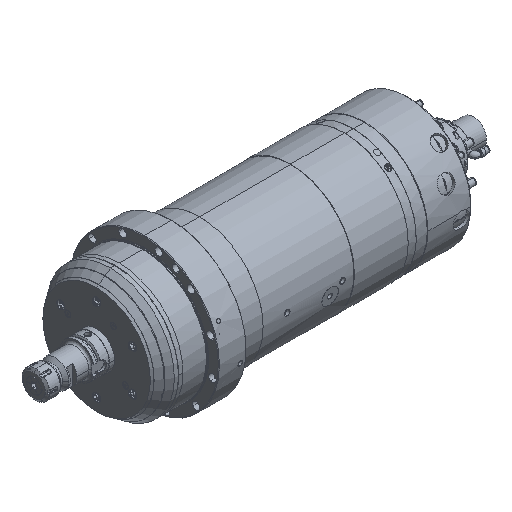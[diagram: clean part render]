
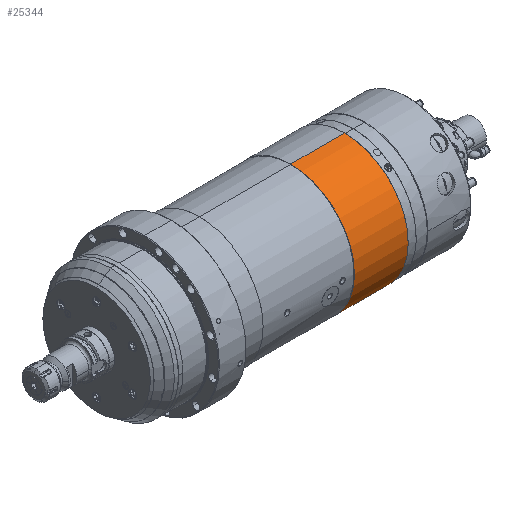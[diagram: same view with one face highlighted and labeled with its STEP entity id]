
A CAD part, isometric view. The second image highlights one B-rep face of the part: STEP entity #25344.
In plain terms, the highlighted cylindrical face has radius 115 mm (diameter 230 mm), a partial arc.
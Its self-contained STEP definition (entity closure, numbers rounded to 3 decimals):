
#2723 = EDGE_LOOP ( 'NONE', ( #23014, #22630, #22197, #22347 ) ) ;
#4989 = EDGE_CURVE ( 'NONE', #62229, #62239, #48264, .T. ) ;
#4991 = EDGE_CURVE ( 'NONE', #62278, #62632, #48302, .T. ) ;
#5292 = EDGE_CURVE ( 'NONE', #62278, #62239, #45885, .T. ) ;
#5298 = EDGE_CURVE ( 'NONE', #62632, #62229, #46726, .T. ) ;
#22197 = ORIENTED_EDGE ( 'NONE', *, *, #5298, .T. ) ;
#22347 = ORIENTED_EDGE ( 'NONE', *, *, #4989, .T. ) ;
#22630 = ORIENTED_EDGE ( 'NONE', *, *, #4991, .T. ) ;
#23014 = ORIENTED_EDGE ( 'NONE', *, *, #5292, .F. ) ;
#25344 = ADVANCED_FACE ( 'NONE', ( #35124 ), #34633, .T. ) ;
#34633 = CYLINDRICAL_SURFACE ( 'NONE', #68173, 115. ) ;
#35124 = FACE_OUTER_BOUND ( 'NONE', #2723, .T. ) ;
#37892 = CARTESIAN_POINT ( 'NONE',  ( -47.75, 0., -115. ) ) ;
#37902 = CARTESIAN_POINT ( 'NONE',  ( -47.75, 0., 115. ) ) ;
#37941 = CARTESIAN_POINT ( 'NONE',  ( -145., 0., 115. ) ) ;
#39162 = AXIS2_PLACEMENT_3D ( 'NONE', #57381, #57382, #57383 ) ;
#39163 = AXIS2_PLACEMENT_3D ( 'NONE', #57384, #57385, #57386 ) ;
#45885 = LINE ( 'NONE', #50860, #46245 ) ;
#45929 = VECTOR ( 'NONE', #50859, 1000. ) ;
#46245 = VECTOR ( 'NONE', #50740, 1000. ) ;
#46726 = LINE ( 'NONE', #50864, #45929 ) ;
#48264 = CIRCLE ( 'NONE', #39162, 115. ) ;
#48302 = CIRCLE ( 'NONE', #39163, 115. ) ;
#48496 = DIRECTION ( 'NONE',  ( 0., 0., -1. ) ) ;
#48499 = DIRECTION ( 'NONE',  ( 1., 0., 0. ) ) ;
#48500 = CARTESIAN_POINT ( 'NONE',  ( -47., 0., 0. ) ) ;
#50740 = DIRECTION ( 'NONE',  ( 1., 0., 0. ) ) ;
#50859 = DIRECTION ( 'NONE',  ( 1., 0., 0. ) ) ;
#50860 = CARTESIAN_POINT ( 'NONE',  ( -47., 0., 115. ) ) ;
#50864 = CARTESIAN_POINT ( 'NONE',  ( -47., 0., -115. ) ) ;
#57381 = CARTESIAN_POINT ( 'NONE',  ( -47.75, 0., 0. ) ) ;
#57382 = DIRECTION ( 'NONE',  ( -1., 0., 0. ) ) ;
#57383 = DIRECTION ( 'NONE',  ( 0., 0., -1. ) ) ;
#57384 = CARTESIAN_POINT ( 'NONE',  ( -145., 0., 0. ) ) ;
#57385 = DIRECTION ( 'NONE',  ( 1., 0., 0. ) ) ;
#57386 = DIRECTION ( 'NONE',  ( 0., 0., -1. ) ) ;
#59024 = CARTESIAN_POINT ( 'NONE',  ( -145., 0., -115. ) ) ;
#62229 = VERTEX_POINT ( 'NONE', #37892 ) ;
#62239 = VERTEX_POINT ( 'NONE', #37902 ) ;
#62278 = VERTEX_POINT ( 'NONE', #37941 ) ;
#62632 = VERTEX_POINT ( 'NONE', #59024 ) ;
#68173 = AXIS2_PLACEMENT_3D ( 'NONE', #48500, #48499, #48496 ) ;
